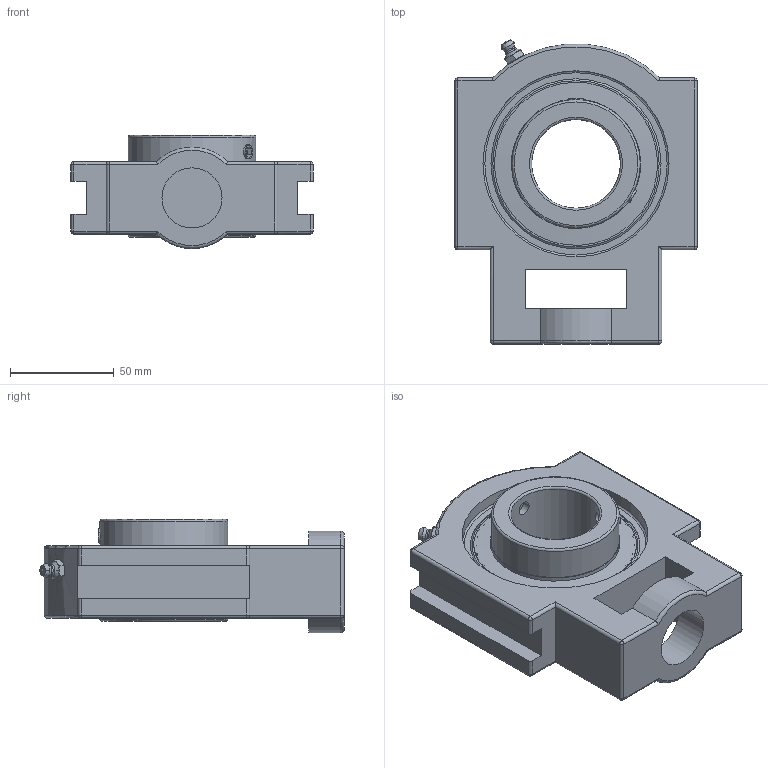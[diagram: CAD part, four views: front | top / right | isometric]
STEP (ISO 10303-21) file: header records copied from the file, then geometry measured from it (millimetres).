
FILE_DESCRIPTION(('HOOPS Exchange Step'),'2;1');
FILE_NAME('export-0B699295-FD99-4C4C-99CE-2DB561E378B8.stp','2019-12-18T08:31:39-08:00',('ibuslach'),('Alibre'),'HOOPS Exchange 2019.2','Alibre','Unknown authorisation');
FILE_SCHEMA( ('AP242_MANAGED_MODEL_BASED_3D_ENGINEERING_MIM_LF {1 0 10303 442 1 1 4 }') );
Length unit declared in the file: centimetre
Products named in the file (7): MRN ST 209; UCP ZERK 6mm; SUC 209-27 RACES; SUC 209 SHIELD; SUC 209 SS; MRN SUC 209-27; MRN SUCT 209-27
Assembly tree (8 placements, depth 3):
  MRN SUCT 209-27
    MRN ST 209
    UCP ZERK 6mm
    MRN SUC 209-27
      SUC 209-27 RACES
      SUC 209 SHIELD  x2
      SUC 209 SS  x2
Bounding box: 117 x 146.86 x 54.7 mm (x, y, z)
Volume: 330893.6 mm3; surface area: 93341.8 mm2
Topology: 8 solids, 8 shells, 200 faces, 514 edges, 313 vertices
Faces by surface type: cylinder 70, plane 67, sphere 21, torus 20, cone 18, bspline 4
Full cylindrical faces by diameter (mm): 1.482 x2, 6 x2, 6.782 x4, 29 x1, 42.862 x1, 61.722 x4, 62.484 x2, 76.652 x2, 78.74 x2, 89.839 x2
Entity records: 8548 total; most frequent: CARTESIAN_POINT 3929, DIRECTION 995, ORIENTED_EDGE 902, EDGE_CURVE 451, AXIS2_PLACEMENT_3D 401, VERTEX_POINT 282, EDGE_LOOP 205, FACE_BOUND 205
